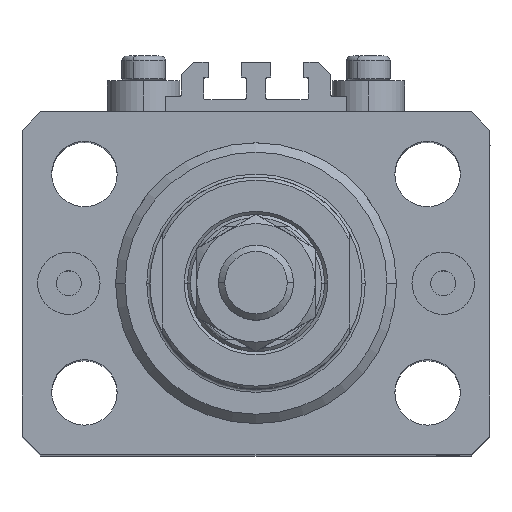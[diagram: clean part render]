
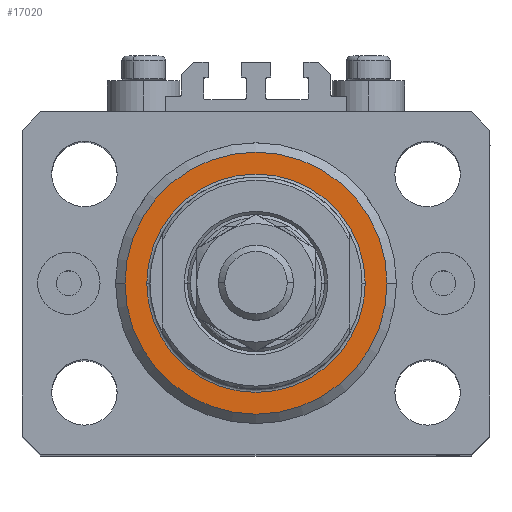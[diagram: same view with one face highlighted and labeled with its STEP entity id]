
A CAD part, top view. The second image highlights one B-rep face of the part: STEP entity #17020.
In plain terms, the highlighted face is planar.
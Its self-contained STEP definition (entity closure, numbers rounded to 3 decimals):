
#3433 = CIRCLE ( 'NONE', #30998, 21. ) ;
#5248 = EDGE_LOOP ( 'NONE', ( #35183, #45300 ) ) ;
#7270 = CIRCLE ( 'NONE', #26970, 17.5 ) ;
#7429 = DIRECTION ( 'NONE',  ( 0., 0., 1. ) ) ;
#7500 = DIRECTION ( 'NONE',  ( 0., 0., 1. ) ) ;
#7976 = DIRECTION ( 'NONE',  ( 1., 0., 0. ) ) ;
#8793 = CARTESIAN_POINT ( 'NONE',  ( 0., 0., 0. ) ) ;
#10658 = EDGE_LOOP ( 'NONE', ( #39618, #24450 ) ) ;
#11425 = VERTEX_POINT ( 'NONE', #14311 ) ;
#13498 = AXIS2_PLACEMENT_3D ( 'NONE', #37278, #7429, #48150 ) ;
#14311 = CARTESIAN_POINT ( 'NONE',  ( -21., 0., 0. ) ) ;
#15337 = FACE_OUTER_BOUND ( 'NONE', #5248, .T. ) ;
#16366 = DIRECTION ( 'NONE',  ( 0., 0., 1. ) ) ;
#17020 = ADVANCED_FACE ( 'NONE', ( #29645, #15337 ), #25688, .F. ) ;
#20059 = DIRECTION ( 'NONE',  ( 1., 0., 0. ) ) ;
#20873 = DIRECTION ( 'NONE',  ( 0., 0., -1. ) ) ;
#21957 = EDGE_CURVE ( 'NONE', #44079, #11425, #3433, .T. ) ;
#23774 = AXIS2_PLACEMENT_3D ( 'NONE', #41777, #7500, #7976 ) ;
#24450 = ORIENTED_EDGE ( 'NONE', *, *, #46861, .T. ) ;
#25667 = EDGE_CURVE ( 'NONE', #11425, #44079, #33631, .T. ) ;
#25688 = PLANE ( 'NONE',  #13498 ) ;
#26970 = AXIS2_PLACEMENT_3D ( 'NONE', #46445, #16366, #20059 ) ;
#27069 = CARTESIAN_POINT ( 'NONE',  ( -17.5, 0., 0. ) ) ;
#27605 = DIRECTION ( 'NONE',  ( 0., 0., -1. ) ) ;
#28089 = DIRECTION ( 'NONE',  ( 1., 0., 0. ) ) ;
#29645 = FACE_BOUND ( 'NONE', #10658, .T. ) ;
#30504 = AXIS2_PLACEMENT_3D ( 'NONE', #42409, #27605, #28089 ) ;
#30998 = AXIS2_PLACEMENT_3D ( 'NONE', #8793, #20873, #31485 ) ;
#31485 = DIRECTION ( 'NONE',  ( 1., 0., 0. ) ) ;
#33631 = CIRCLE ( 'NONE', #30504, 21. ) ;
#35183 = ORIENTED_EDGE ( 'NONE', *, *, #21957, .T. ) ;
#37278 = CARTESIAN_POINT ( 'NONE',  ( 0., 0., 0. ) ) ;
#39542 = CIRCLE ( 'NONE', #23774, 17.5 ) ;
#39618 = ORIENTED_EDGE ( 'NONE', *, *, #46746, .T. ) ;
#41777 = CARTESIAN_POINT ( 'NONE',  ( 0., 0., 0. ) ) ;
#42297 = CARTESIAN_POINT ( 'NONE',  ( 17.5, 0., 0. ) ) ;
#42409 = CARTESIAN_POINT ( 'NONE',  ( 0., 0., 0. ) ) ;
#42771 = CARTESIAN_POINT ( 'NONE',  ( 21., 0., 0. ) ) ;
#43177 = VERTEX_POINT ( 'NONE', #27069 ) ;
#43996 = VERTEX_POINT ( 'NONE', #42297 ) ;
#44079 = VERTEX_POINT ( 'NONE', #42771 ) ;
#45300 = ORIENTED_EDGE ( 'NONE', *, *, #25667, .T. ) ;
#46445 = CARTESIAN_POINT ( 'NONE',  ( 0., 0., 0. ) ) ;
#46746 = EDGE_CURVE ( 'NONE', #43996, #43177, #39542, .T. ) ;
#46861 = EDGE_CURVE ( 'NONE', #43177, #43996, #7270, .T. ) ;
#48150 = DIRECTION ( 'NONE',  ( 1., 0., 0. ) ) ;
